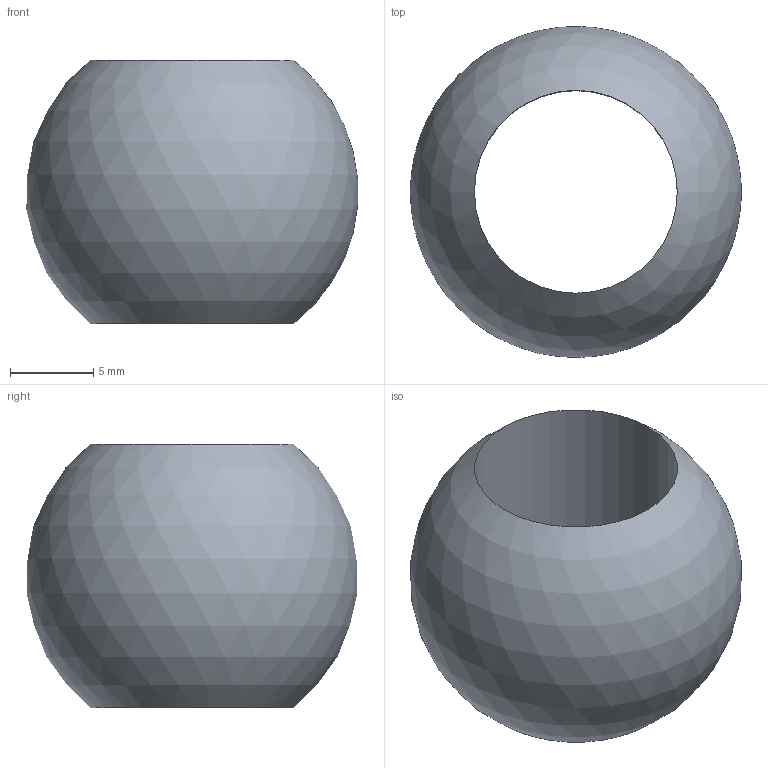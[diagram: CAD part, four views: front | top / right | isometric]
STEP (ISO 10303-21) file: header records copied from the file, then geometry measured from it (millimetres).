
FILE_DESCRIPTION(/* description */ (''),/* implementation_level */ '2;1');
FILE_NAME(/* name */ 'Kugel_X147.stp',/* time_stamp */ '2017-07-25T10:41:09+02:00',/* author */ (''),/* organization */ (''),/* preprocessor_version */ 'ST-DEVELOPER v16',/* originating_system */ 'SIEMENS PLM Software NX 11.0',/* authorisation */ '');
FILE_SCHEMA (('AUTOMOTIVE_DESIGN { 1 0 10303 214 3 1 1 1 }'));
Length unit declared in the file: millimetre
Products named in the file (1): Goge113816A0n1ch
Bounding box: 19.92 x 19.9 x 15.85 mm (x, y, z)
Volume: 2084.1 mm3; surface area: 1603.2 mm2
Topology: 1 solids, 1 shells, 2 faces, 5 edges, 3 vertices
Faces by surface type: sphere 1, cylinder 1
Full cylindrical faces by diameter (mm): 12.2 x1
Entity records: 80 total; most frequent: DIRECTION 10, CARTESIAN_POINT 7, AXIS2_PLACEMENT_3D 5, FACE_BOUND 4, EDGE_LOOP 4, ORIENTED_EDGE 4, PROPERTY_DEFINITION_REPRESENTATION 2, REPRESENTATION 2
